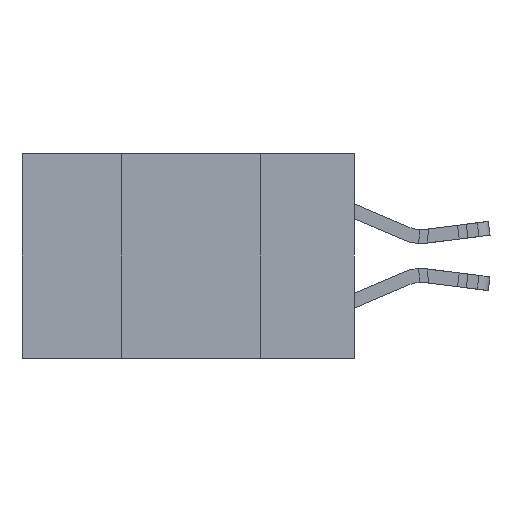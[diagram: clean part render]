
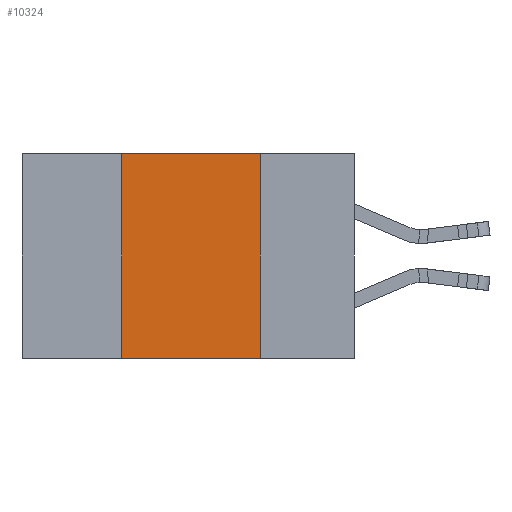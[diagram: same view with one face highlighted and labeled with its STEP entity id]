
A CAD part, left-side view. The second image highlights one B-rep face of the part: STEP entity #10324.
In plain terms, the highlighted planar face has unit normal (-1, 0, 0).
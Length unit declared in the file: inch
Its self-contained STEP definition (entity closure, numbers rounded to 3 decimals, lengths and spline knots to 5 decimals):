
#185 = ORIENTED_EDGE ( 'NONE', *, *, #1483, .F. ) ;
#1472 = CARTESIAN_POINT ( 'NONE',  ( 0., 0.42, -0.37 ) ) ;
#1483 = EDGE_CURVE ( 'NONE', #2498, #5867, #5073, .T. ) ;
#2498 = VERTEX_POINT ( 'NONE', #19771 ) ;
#4195 = CARTESIAN_POINT ( 'NONE',  ( 0., 0.17, 0. ) ) ;
#5073 = LINE ( 'NONE', #22260, #27797 ) ;
#5165 = LINE ( 'NONE', #16976, #9331 ) ;
#5410 = EDGE_CURVE ( 'NONE', #11188, #14469, #6128, .T. ) ;
#5867 = VERTEX_POINT ( 'NONE', #4195 ) ;
#6128 = LINE ( 'NONE', #20011, #9251 ) ;
#6369 = AXIS2_PLACEMENT_3D ( 'NONE', #15047, #16594, #14950 ) ;
#7317 = EDGE_CURVE ( 'NONE', #5867, #14469, #5165, .T. ) ;
#9077 = DIRECTION ( 'NONE',  ( 0., -1., 0. ) ) ;
#9251 = VECTOR ( 'NONE', #26743, 39.37008 ) ;
#9331 = VECTOR ( 'NONE', #15054, 39.37008 ) ;
#10324 = ADVANCED_FACE ( 'NONE', ( #16897 ), #21569, .F. ) ;
#11188 = VERTEX_POINT ( 'NONE', #1472 ) ;
#14469 = VERTEX_POINT ( 'NONE', #26725 ) ;
#14950 = DIRECTION ( 'NONE',  ( 0., 0., -1. ) ) ;
#14953 = VECTOR ( 'NONE', #27871, 39.37008 ) ;
#15047 = CARTESIAN_POINT ( 'NONE',  ( 0., 0.6, 0. ) ) ;
#15054 = DIRECTION ( 'NONE',  ( 0., 0., -1. ) ) ;
#16117 = EDGE_CURVE ( 'NONE', #11188, #2498, #25593, .T. ) ;
#16594 = DIRECTION ( 'NONE',  ( 1., 0., 0. ) ) ;
#16658 = EDGE_LOOP ( 'NONE', ( #26310, #185, #25954, #26847 ) ) ;
#16897 = FACE_OUTER_BOUND ( 'NONE', #16658, .T. ) ;
#16976 = CARTESIAN_POINT ( 'NONE',  ( 0., 0.17, 0. ) ) ;
#19771 = CARTESIAN_POINT ( 'NONE',  ( 0., 0.42, 0. ) ) ;
#20011 = CARTESIAN_POINT ( 'NONE',  ( 0., 0.6, -0.37 ) ) ;
#21222 = CARTESIAN_POINT ( 'NONE',  ( 0., 0.42, 0. ) ) ;
#21569 = PLANE ( 'NONE',  #6369 ) ;
#22260 = CARTESIAN_POINT ( 'NONE',  ( 0., 0.6, 0. ) ) ;
#25593 = LINE ( 'NONE', #21222, #14953 ) ;
#25954 = ORIENTED_EDGE ( 'NONE', *, *, #16117, .F. ) ;
#26310 = ORIENTED_EDGE ( 'NONE', *, *, #7317, .F. ) ;
#26725 = CARTESIAN_POINT ( 'NONE',  ( 0., 0.17, -0.37 ) ) ;
#26743 = DIRECTION ( 'NONE',  ( 0., -1., 0. ) ) ;
#26847 = ORIENTED_EDGE ( 'NONE', *, *, #5410, .T. ) ;
#27797 = VECTOR ( 'NONE', #9077, 39.37008 ) ;
#27871 = DIRECTION ( 'NONE',  ( 0., 0., 1. ) ) ;
